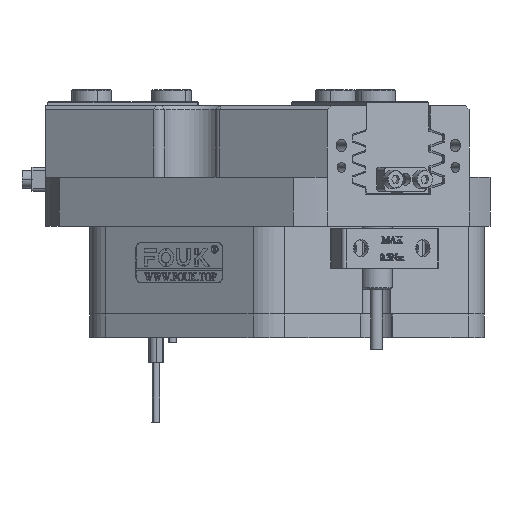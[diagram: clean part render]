
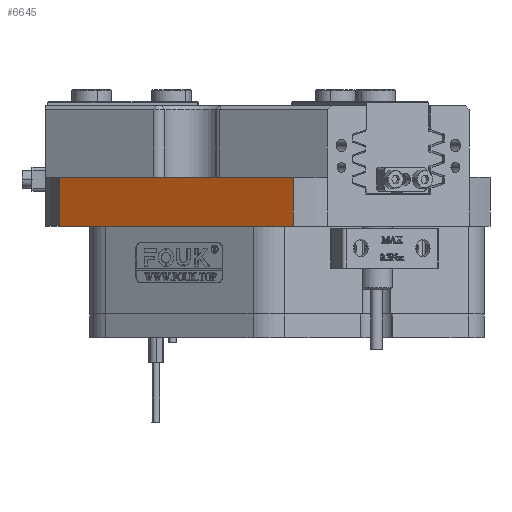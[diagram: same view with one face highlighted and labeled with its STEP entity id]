
A CAD part, front view. The second image highlights one B-rep face of the part: STEP entity #6645.
In plain terms, the highlighted planar face has unit normal (-0.5, -0.866, 0).
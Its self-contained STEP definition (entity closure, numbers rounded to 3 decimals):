
#2709 = ORIENTED_EDGE ( 'NONE', *, *, #27651, .T. ) ;
#2741 = CARTESIAN_POINT ( 'NONE',  ( -55.618, -28.511, 34.3 ) ) ;
#5415 = EDGE_CURVE ( 'NONE', #19337, #16556, #6021, .T. ) ;
#6021 = LINE ( 'NONE', #25709, #53275 ) ;
#6645 = ADVANCED_FACE ( 'NONE', ( #32699 ), #16450, .T. ) ;
#9204 = LINE ( 'NONE', #15715, #25426 ) ;
#11649 = EDGE_LOOP ( 'NONE', ( #2709, #34186, #52415, #38692 ) ) ;
#15715 = CARTESIAN_POINT ( 'NONE',  ( -105., 0., 34.3 ) ) ;
#16450 = PLANE ( 'NONE',  #29980 ) ;
#16556 = VERTEX_POINT ( 'NONE', #35357 ) ;
#17032 = DIRECTION ( 'NONE',  ( 0.866, -0.5, 0. ) ) ;
#19337 = VERTEX_POINT ( 'NONE', #27619 ) ;
#20126 = VERTEX_POINT ( 'NONE', #2741 ) ;
#20356 = EDGE_CURVE ( 'NONE', #16556, #20606, #39573, .T. ) ;
#20522 = DIRECTION ( 'NONE',  ( 0., 0., -1. ) ) ;
#20606 = VERTEX_POINT ( 'NONE', #29240 ) ;
#20850 = LINE ( 'NONE', #48274, #56770 ) ;
#21795 = DIRECTION ( 'NONE',  ( -0.5, -0.866, 0. ) ) ;
#25426 = VECTOR ( 'NONE', #38176, 1000. ) ;
#25709 = CARTESIAN_POINT ( 'NONE',  ( -105., 0., 22. ) ) ;
#27619 = CARTESIAN_POINT ( 'NONE',  ( -55.618, -28.511, 22. ) ) ;
#27651 = EDGE_CURVE ( 'NONE', #20126, #19337, #20850, .T. ) ;
#29240 = CARTESIAN_POINT ( 'NONE',  ( 3.118, -62.422, 34.3 ) ) ;
#29853 = DIRECTION ( 'NONE',  ( 0.866, -0.5, 0. ) ) ;
#29980 = AXIS2_PLACEMENT_3D ( 'NONE', #52949, #21795, #17032 ) ;
#32699 = FACE_OUTER_BOUND ( 'NONE', #11649, .T. ) ;
#34186 = ORIENTED_EDGE ( 'NONE', *, *, #5415, .T. ) ;
#35357 = CARTESIAN_POINT ( 'NONE',  ( 3.118, -62.422, 22. ) ) ;
#36137 = CARTESIAN_POINT ( 'NONE',  ( 3.118, -62.422, 52.3 ) ) ;
#38176 = DIRECTION ( 'NONE',  ( -0.866, 0.5, 0. ) ) ;
#38692 = ORIENTED_EDGE ( 'NONE', *, *, #43837, .T. ) ;
#39573 = LINE ( 'NONE', #36137, #48731 ) ;
#43837 = EDGE_CURVE ( 'NONE', #20606, #20126, #9204, .T. ) ;
#45236 = DIRECTION ( 'NONE',  ( 0., 0., 1. ) ) ;
#48274 = CARTESIAN_POINT ( 'NONE',  ( -55.618, -28.511, 52.3 ) ) ;
#48731 = VECTOR ( 'NONE', #45236, 1000. ) ;
#52415 = ORIENTED_EDGE ( 'NONE', *, *, #20356, .T. ) ;
#52949 = CARTESIAN_POINT ( 'NONE',  ( -105., 0., 0. ) ) ;
#53275 = VECTOR ( 'NONE', #29853, 1000. ) ;
#56770 = VECTOR ( 'NONE', #20522, 1000. ) ;
